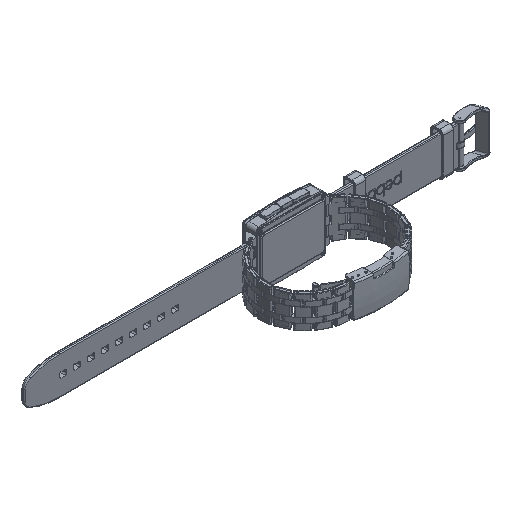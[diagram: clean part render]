
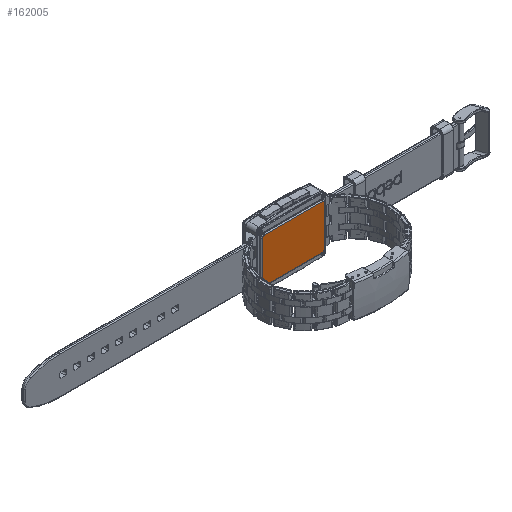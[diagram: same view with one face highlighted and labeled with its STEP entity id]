
A CAD part, isometric view. The second image highlights one B-rep face of the part: STEP entity #162005.
In plain terms, the highlighted planar face has unit normal (0, -1, 0).
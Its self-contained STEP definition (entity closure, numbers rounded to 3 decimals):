
#1696 = ORIENTED_EDGE ( 'NONE', *, *, #47099, .T. ) ;
#2730 = AXIS2_PLACEMENT_3D ( 'NONE', #107756, #19174, #122584 ) ;
#3933 = LINE ( 'NONE', #82427, #77976 ) ;
#4246 = DIRECTION ( 'NONE',  ( 0., -1., 0. ) ) ;
#7670 = CIRCLE ( 'NONE', #2730, 1.15 ) ;
#15205 = CARTESIAN_POINT ( 'NONE',  ( -16.6, -7.85, -12.544 ) ) ;
#18740 = CARTESIAN_POINT ( 'NONE',  ( -17.75, -7.85, 11.394 ) ) ;
#19174 = DIRECTION ( 'NONE',  ( 0., -1., 0. ) ) ;
#20603 = CARTESIAN_POINT ( 'NONE',  ( 16.6, -7.85, 11.394 ) ) ;
#20872 = ORIENTED_EDGE ( 'NONE', *, *, #30331, .T. ) ;
#22871 = CARTESIAN_POINT ( 'NONE',  ( 17.75, -7.85, -11.394 ) ) ;
#24277 = CARTESIAN_POINT ( 'NONE',  ( 16.6, -7.85, 12.544 ) ) ;
#24513 = DIRECTION ( 'NONE',  ( 0., -1., 0. ) ) ;
#28500 = VERTEX_POINT ( 'NONE', #96129 ) ;
#30331 = EDGE_CURVE ( 'NONE', #109199, #151797, #7670, .T. ) ;
#34848 = EDGE_CURVE ( 'NONE', #151797, #81924, #172212, .T. ) ;
#35410 = DIRECTION ( 'NONE',  ( 0., 0., -1. ) ) ;
#36846 = ORIENTED_EDGE ( 'NONE', *, *, #157675, .T. ) ;
#37931 = EDGE_CURVE ( 'NONE', #190802, #109199, #39085, .T. ) ;
#39085 = LINE ( 'NONE', #104277, #113135 ) ;
#44722 = DIRECTION ( 'NONE',  ( 0., 0., 1. ) ) ;
#45236 = DIRECTION ( 'NONE',  ( 0., -1., 0. ) ) ;
#47099 = EDGE_CURVE ( 'NONE', #70825, #139746, #3933, .T. ) ;
#49644 = CARTESIAN_POINT ( 'NONE',  ( -16.6, -7.85, 12.544 ) ) ;
#49867 = AXIS2_PLACEMENT_3D ( 'NONE', #20603, #124011, #35410 ) ;
#52577 = CARTESIAN_POINT ( 'NONE',  ( -17.75, -7.85, 11.394 ) ) ;
#59161 = CARTESIAN_POINT ( 'NONE',  ( 16.6, -7.85, -12.544 ) ) ;
#61108 = EDGE_CURVE ( 'NONE', #81924, #155611, #173762, .T. ) ;
#62583 = EDGE_LOOP ( 'NONE', ( #113162, #152210, #20872, #141225, #171868, #169188, #36846, #1696 ) ) ;
#67613 = DIRECTION ( 'NONE',  ( 1., 0., 0. ) ) ;
#70825 = VERTEX_POINT ( 'NONE', #15205 ) ;
#72525 = CARTESIAN_POINT ( 'NONE',  ( 17.75, -7.85, 11.394 ) ) ;
#77976 = VECTOR ( 'NONE', #67613, 1000. ) ;
#81924 = VERTEX_POINT ( 'NONE', #49644 ) ;
#82427 = CARTESIAN_POINT ( 'NONE',  ( 16.6, -7.85, -12.544 ) ) ;
#89353 = AXIS2_PLACEMENT_3D ( 'NONE', #92844, #4246, #107706 ) ;
#92595 = AXIS2_PLACEMENT_3D ( 'NONE', #133833, #45236, #148705 ) ;
#92844 = CARTESIAN_POINT ( 'NONE',  ( -16.6, -7.85, 11.394 ) ) ;
#92901 = AXIS2_PLACEMENT_3D ( 'NONE', #113037, #24513, #127943 ) ;
#93473 = VECTOR ( 'NONE', #131508, 1000. ) ;
#96129 = CARTESIAN_POINT ( 'NONE',  ( -17.75, -7.85, -11.394 ) ) ;
#104277 = CARTESIAN_POINT ( 'NONE',  ( 17.75, -7.85, 11.394 ) ) ;
#107290 = DIRECTION ( 'NONE',  ( 0., 0., -1. ) ) ;
#107706 = DIRECTION ( 'NONE',  ( 0., 0., -1. ) ) ;
#107756 = CARTESIAN_POINT ( 'NONE',  ( 16.6, -7.85, 11.394 ) ) ;
#109199 = VERTEX_POINT ( 'NONE', #72525 ) ;
#112632 = CIRCLE ( 'NONE', #92595, 1.15 ) ;
#113037 = CARTESIAN_POINT ( 'NONE',  ( 16.6, -7.85, -11.394 ) ) ;
#113135 = VECTOR ( 'NONE', #44722, 1000. ) ;
#113162 = ORIENTED_EDGE ( 'NONE', *, *, #145276, .T. ) ;
#116578 = CARTESIAN_POINT ( 'NONE',  ( 16.6, -7.85, 12.544 ) ) ;
#122584 = DIRECTION ( 'NONE',  ( 0., 0., -1. ) ) ;
#124011 = DIRECTION ( 'NONE',  ( 0., 1., 0. ) ) ;
#124840 = FACE_OUTER_BOUND ( 'NONE', #62583, .T. ) ;
#127943 = DIRECTION ( 'NONE',  ( 0., 0., -1. ) ) ;
#128855 = CIRCLE ( 'NONE', #92901, 1.15 ) ;
#131508 = DIRECTION ( 'NONE',  ( -1., 0., 0. ) ) ;
#133833 = CARTESIAN_POINT ( 'NONE',  ( -16.6, -7.85, -11.394 ) ) ;
#136509 = EDGE_CURVE ( 'NONE', #155611, #28500, #142062, .T. ) ;
#139746 = VERTEX_POINT ( 'NONE', #59161 ) ;
#141225 = ORIENTED_EDGE ( 'NONE', *, *, #34848, .T. ) ;
#142062 = LINE ( 'NONE', #18740, #181560 ) ;
#145276 = EDGE_CURVE ( 'NONE', #139746, #190802, #128855, .T. ) ;
#148705 = DIRECTION ( 'NONE',  ( 0., 0., -1. ) ) ;
#151797 = VERTEX_POINT ( 'NONE', #24277 ) ;
#152210 = ORIENTED_EDGE ( 'NONE', *, *, #37931, .T. ) ;
#153100 = PLANE ( 'NONE',  #49867 ) ;
#155611 = VERTEX_POINT ( 'NONE', #52577 ) ;
#157675 = EDGE_CURVE ( 'NONE', #28500, #70825, #112632, .T. ) ;
#162005 = ADVANCED_FACE ( 'NONE', ( #124840 ), #153100, .F. ) ;
#169188 = ORIENTED_EDGE ( 'NONE', *, *, #136509, .T. ) ;
#171868 = ORIENTED_EDGE ( 'NONE', *, *, #61108, .T. ) ;
#172212 = LINE ( 'NONE', #116578, #93473 ) ;
#173762 = CIRCLE ( 'NONE', #89353, 1.15 ) ;
#181560 = VECTOR ( 'NONE', #107290, 1000. ) ;
#190802 = VERTEX_POINT ( 'NONE', #22871 ) ;
